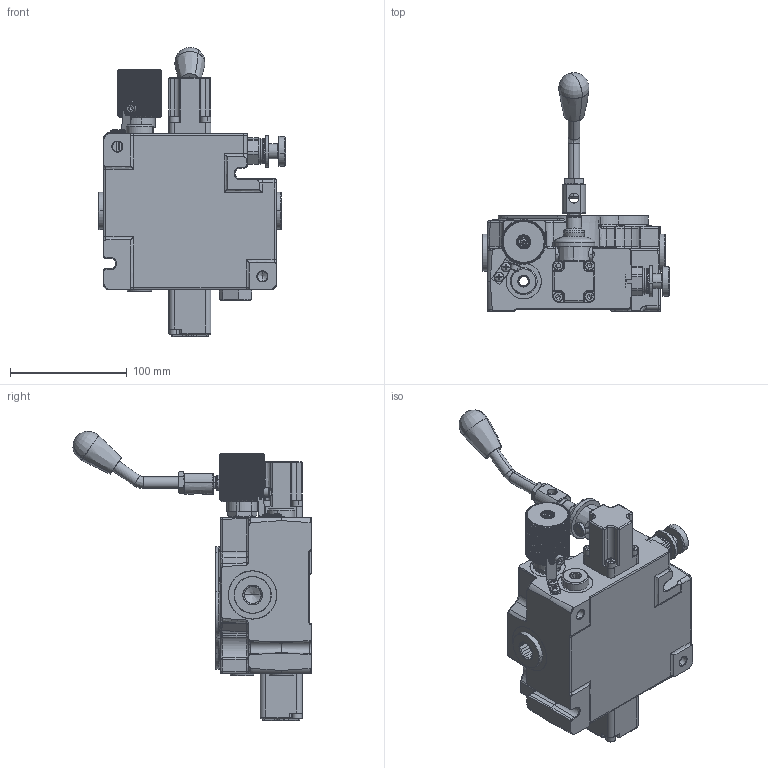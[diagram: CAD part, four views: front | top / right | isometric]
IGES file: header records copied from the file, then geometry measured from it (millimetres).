
Start section: SolidWorks IGES file using analytic representation for surfaces
Global section: file name: ECA'TSK6793-214.IGS; native system: SolidWorks 2016; preprocessor: SolidWorks 2016; author: afp; date: 181030.105313; units: millimetre
Bounding box: 159.94 x 203.65 x 247.41 mm (x, y, z)
Surface area: 142192.5 mm2 (no closed solid volume)
Topology: 0 solids, 0 shells, 1387 faces, 17300 edges, 17245 vertices
Faces by surface type: bspline 825, revolution 562
